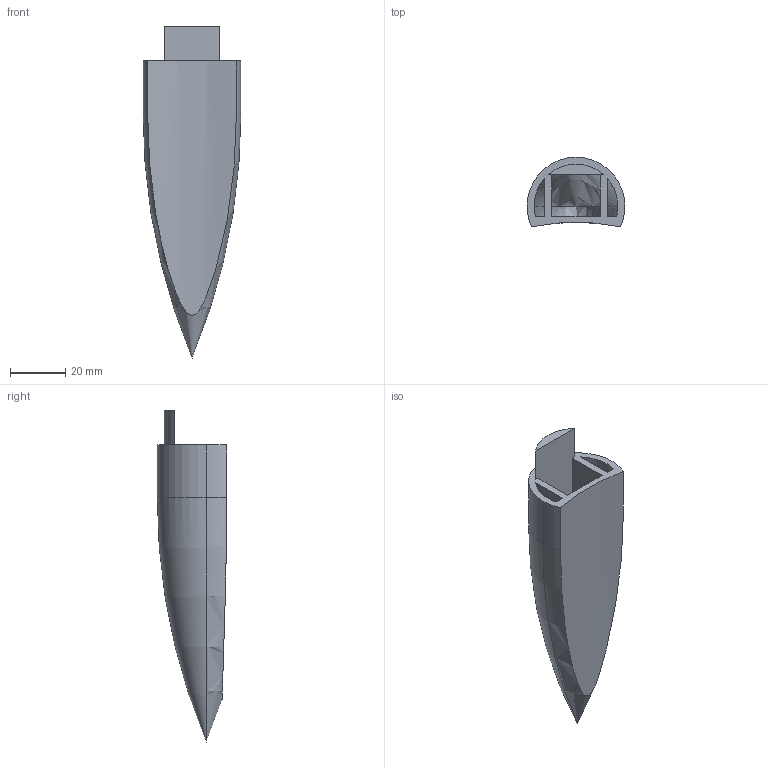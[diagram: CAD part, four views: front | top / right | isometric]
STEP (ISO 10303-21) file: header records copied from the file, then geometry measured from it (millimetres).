
FILE_DESCRIPTION (( 'STEP AP214' ), '1' );
FILE_NAME ('GPS Pod Mk2 Nose Cone.STEP', '2024-03-22T21:50:34', ( '' ), ( '' ), 'SwSTEP 2.0', 'SolidWorks 2023', '' );
FILE_SCHEMA (( 'AUTOMOTIVE_DESIGN' ));
Length unit declared in the file: inch
Products named in the file (1): GPS Pod Mk2 Nose Cone
Bounding box: 35.56 x 25.25 x 120.65 mm (x, y, z)
Volume: 24625.5 mm3; surface area: 18259.2 mm2
Topology: 1 solids, 1 shells, 29 faces, 73 edges, 45 vertices
Faces by surface type: plane 13, torus 8, cylinder 8
Entity records: 1119 total; most frequent: CARTESIAN_POINT 422, ORIENTED_EDGE 138, DIRECTION 138, EDGE_CURVE 69, AXIS2_PLACEMENT_3D 53, VERTEX_POINT 45, EDGE_LOOP 32, LINE 32
